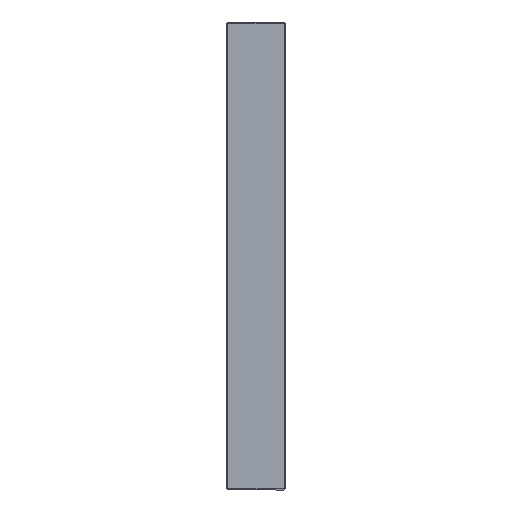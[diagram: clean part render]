
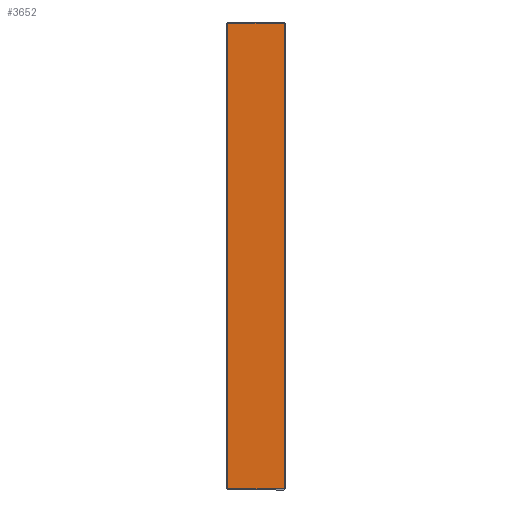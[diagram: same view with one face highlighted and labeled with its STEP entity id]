
A CAD part, left-side view. The second image highlights one B-rep face of the part: STEP entity #3652.
In plain terms, the highlighted face is planar.
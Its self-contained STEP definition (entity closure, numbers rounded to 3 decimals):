
#50 = DIRECTION ( 'NONE',  ( 0., 0., 1. ) ) ;
#397 = ORIENTED_EDGE ( 'NONE', *, *, #5070, .T. ) ;
#458 = DIRECTION ( 'NONE',  ( 0., 0., 1. ) ) ;
#927 = CARTESIAN_POINT ( 'NONE',  ( 0., 0., 0. ) ) ;
#1052 = PLANE ( 'NONE',  #7698 ) ;
#1094 = DIRECTION ( 'NONE',  ( 0., 1., 0. ) ) ;
#1361 = CARTESIAN_POINT ( 'NONE',  ( -395., 0., -48. ) ) ;
#1393 = EDGE_CURVE ( 'NONE', #4464, #7723, #7335, .T. ) ;
#1460 = ORIENTED_EDGE ( 'NONE', *, *, #1393, .T. ) ;
#1464 = CARTESIAN_POINT ( 'NONE',  ( 395., 0., 48. ) ) ;
#1611 = EDGE_CURVE ( 'NONE', #8201, #4464, #2477, .T. ) ;
#1643 = VECTOR ( 'NONE', #4630, 1000. ) ;
#2095 = DIRECTION ( 'NONE',  ( 1., 0., 0. ) ) ;
#2477 = LINE ( 'NONE', #5726, #3740 ) ;
#3652 = ADVANCED_FACE ( 'NONE', ( #8017 ), #1052, .T. ) ;
#3740 = VECTOR ( 'NONE', #50, 1000. ) ;
#3894 = CARTESIAN_POINT ( 'NONE',  ( -395., 0., 48. ) ) ;
#4414 = VERTEX_POINT ( 'NONE', #6701 ) ;
#4464 = VERTEX_POINT ( 'NONE', #3894 ) ;
#4630 = DIRECTION ( 'NONE',  ( -1., 0., 0. ) ) ;
#4672 = CARTESIAN_POINT ( 'NONE',  ( -395., 0., -48. ) ) ;
#4937 = EDGE_CURVE ( 'NONE', #7723, #4414, #6380, .T. ) ;
#5070 = EDGE_CURVE ( 'NONE', #4414, #8201, #5938, .T. ) ;
#5152 = DIRECTION ( 'NONE',  ( 0., 0., -1. ) ) ;
#5372 = EDGE_LOOP ( 'NONE', ( #7416, #397, #7731, #1460 ) ) ;
#5704 = CARTESIAN_POINT ( 'NONE',  ( 395., 0., 50. ) ) ;
#5726 = CARTESIAN_POINT ( 'NONE',  ( -395., 0., 50. ) ) ;
#5938 = LINE ( 'NONE', #4672, #1643 ) ;
#6118 = CARTESIAN_POINT ( 'NONE',  ( 395., 0., 48. ) ) ;
#6380 = LINE ( 'NONE', #5704, #7194 ) ;
#6701 = CARTESIAN_POINT ( 'NONE',  ( 395., 0., -48. ) ) ;
#6971 = VECTOR ( 'NONE', #2095, 1000. ) ;
#7194 = VECTOR ( 'NONE', #5152, 1000. ) ;
#7335 = LINE ( 'NONE', #1464, #6971 ) ;
#7416 = ORIENTED_EDGE ( 'NONE', *, *, #4937, .T. ) ;
#7698 = AXIS2_PLACEMENT_3D ( 'NONE', #927, #1094, #458 ) ;
#7723 = VERTEX_POINT ( 'NONE', #6118 ) ;
#7731 = ORIENTED_EDGE ( 'NONE', *, *, #1611, .T. ) ;
#8017 = FACE_OUTER_BOUND ( 'NONE', #5372, .T. ) ;
#8201 = VERTEX_POINT ( 'NONE', #1361 ) ;
